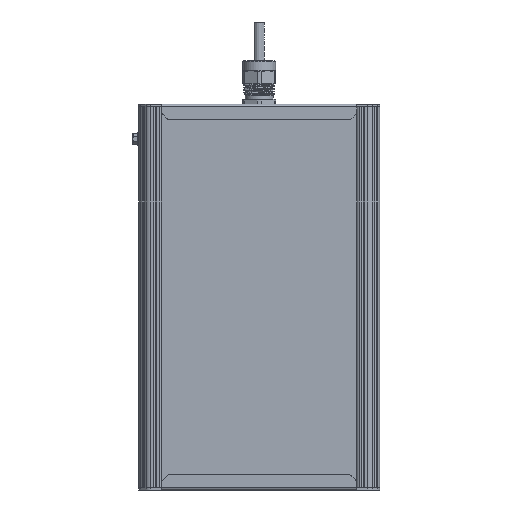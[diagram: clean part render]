
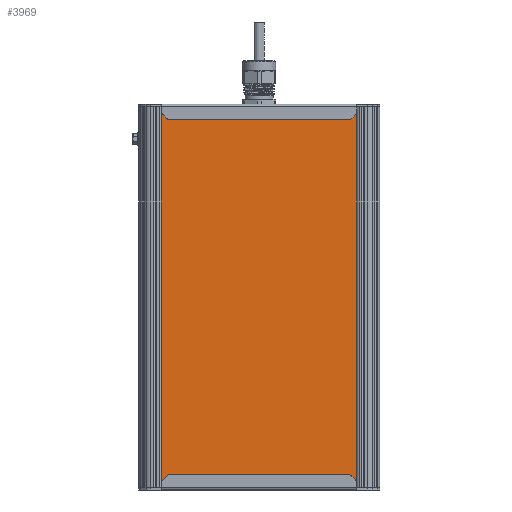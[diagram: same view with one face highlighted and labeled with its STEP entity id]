
A CAD part, front view. The second image highlights one B-rep face of the part: STEP entity #3969.
In plain terms, the highlighted face is planar.
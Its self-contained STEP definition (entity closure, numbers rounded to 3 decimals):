
#3969=ADVANCED_FACE('',(#8290),#8292,.T.);
#8290=FACE_BOUND('',#8291,.T.);
#8291=EDGE_LOOP('',(#39995,#39996,#39997,#39998));
#8292=PLANE('',#8293);
#8293=AXIS2_PLACEMENT_3D('',#8294,#8295,#8296);
#8294=CARTESIAN_POINT('',(2111.497,401.002,-34.582));
#8295=DIRECTION('',(0.,0.,-1.));
#8296=DIRECTION('',(0.,1.,0.));
#39995=ORIENTED_EDGE('',*,*,#46545,.F.);
#39996=ORIENTED_EDGE('',*,*,#46553,.F.);
#39997=ORIENTED_EDGE('',*,*,#46550,.T.);
#39998=ORIENTED_EDGE('',*,*,#46554,.F.);
#46545=EDGE_CURVE('',#51263,#51265,#51266,.T.);
#46550=EDGE_CURVE('',#51273,#51274,#51275,.T.);
#46553=EDGE_CURVE('',#51273,#51263,#51278,.T.);
#46554=EDGE_CURVE('',#51265,#51274,#51279,.T.);
#51263=VERTEX_POINT('',#61053);
#51265=VERTEX_POINT('',#61057);
#51266=LINE('',#61058,#61059);
#51273=VERTEX_POINT('',#61075);
#51274=VERTEX_POINT('',#61076);
#51275=LINE('',#61077,#61078);
#51278=LINE('',#61086,#61087);
#51279=LINE('',#61089,#61090);
#61053=CARTESIAN_POINT('',(2111.497,401.002,-34.582));
#61057=CARTESIAN_POINT('',(2407.497,401.002,-34.582));
#61058=CARTESIAN_POINT('',(2111.497,401.002,-34.582));
#61059=VECTOR('',#61060,1.);
#61060=DIRECTION('',(1.,0.,0.));
#61075=CARTESIAN_POINT('',(2111.497,565.13,-34.582));
#61076=CARTESIAN_POINT('',(2407.497,565.13,-34.582));
#61077=CARTESIAN_POINT('',(2111.497,565.13,-34.582));
#61078=VECTOR('',#61079,1.);
#61079=DIRECTION('',(1.,0.,0.));
#61086=CARTESIAN_POINT('',(2111.497,565.13,-34.582));
#61087=VECTOR('',#61088,1.);
#61088=DIRECTION('',(0.,-1.,0.));
#61089=CARTESIAN_POINT('',(2407.497,401.002,-34.582));
#61090=VECTOR('',#61091,1.);
#61091=DIRECTION('',(0.,1.,0.));
